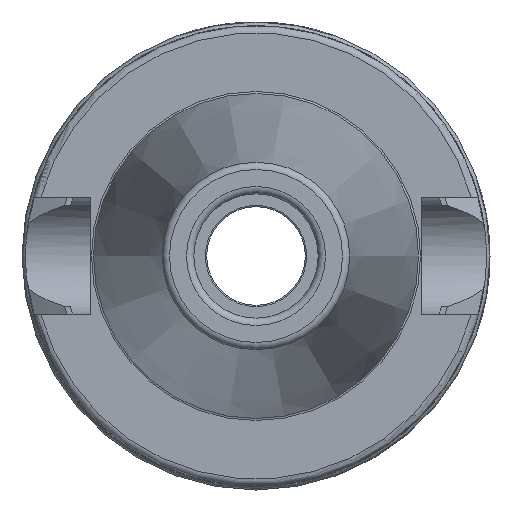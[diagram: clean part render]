
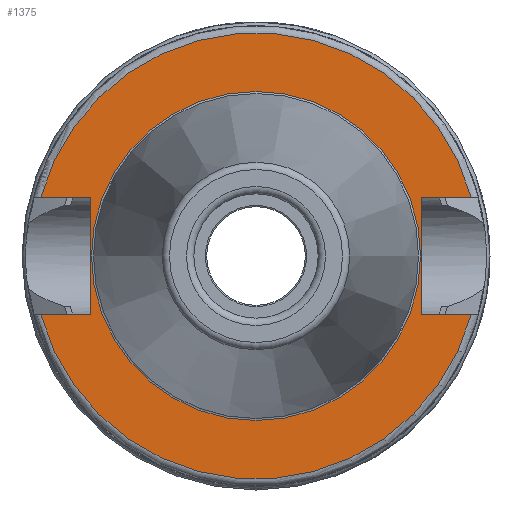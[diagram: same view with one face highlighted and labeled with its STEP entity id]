
A CAD part, left-side view. The second image highlights one B-rep face of the part: STEP entity #1375.
In plain terms, the highlighted planar face has unit normal (-1, 0, 0).
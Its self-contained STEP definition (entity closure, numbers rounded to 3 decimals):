
#54=FACE_BOUND('',#279,.T.);
#71=PLANE('',#1595);
#192=FACE_OUTER_BOUND('',#278,.T.);
#278=EDGE_LOOP('',(#1204,#1205,#1206,#1207,#1208,#1209,#1210,#1211));
#279=EDGE_LOOP('',(#1212));
#326=LINE('',#2449,#409);
#330=LINE('',#2457,#413);
#333=LINE('',#2477,#416);
#343=LINE('',#2557,#426);
#346=LINE('',#2578,#429);
#348=LINE('',#2581,#431);
#409=VECTOR('',#1804,10.);
#413=VECTOR('',#1810,10.);
#416=VECTOR('',#1815,10.);
#426=VECTOR('',#1859,10.);
#429=VECTOR('',#1864,10.);
#431=VECTOR('',#1868,10.);
#516=CIRCLE('',#1547,30.5);
#520=CIRCLE('',#1557,30.5);
#541=CIRCLE('',#1594,22.5);
#620=VERTEX_POINT('',#2437);
#621=VERTEX_POINT('',#2448);
#623=VERTEX_POINT('',#2454);
#624=VERTEX_POINT('',#2456);
#635=VERTEX_POINT('',#2517);
#642=VERTEX_POINT('',#2554);
#643=VERTEX_POINT('',#2556);
#647=VERTEX_POINT('',#2577);
#661=VERTEX_POINT('',#2641);
#778=EDGE_CURVE('',#621,#620,#326,.T.);
#782=EDGE_CURVE('',#624,#623,#330,.T.);
#787=EDGE_CURVE('',#623,#621,#333,.T.);
#801=EDGE_CURVE('',#624,#635,#516,.T.);
#811=EDGE_CURVE('',#643,#642,#343,.T.);
#816=EDGE_CURVE('',#647,#635,#346,.T.);
#818=EDGE_CURVE('',#642,#647,#348,.T.);
#821=EDGE_CURVE('',#643,#620,#520,.T.);
#848=EDGE_CURVE('',#661,#661,#541,.T.);
#1204=ORIENTED_EDGE('',*,*,#778,.T.);
#1205=ORIENTED_EDGE('',*,*,#821,.F.);
#1206=ORIENTED_EDGE('',*,*,#811,.T.);
#1207=ORIENTED_EDGE('',*,*,#818,.T.);
#1208=ORIENTED_EDGE('',*,*,#816,.T.);
#1209=ORIENTED_EDGE('',*,*,#801,.F.);
#1210=ORIENTED_EDGE('',*,*,#782,.T.);
#1211=ORIENTED_EDGE('',*,*,#787,.T.);
#1212=ORIENTED_EDGE('',*,*,#848,.T.);
#1375=ADVANCED_FACE('',(#192,#54),#71,.T.);
#1547=AXIS2_PLACEMENT_3D('',#2518,#1846,#1847);
#1557=AXIS2_PLACEMENT_3D('',#2586,#1877,#1878);
#1594=AXIS2_PLACEMENT_3D('',#2643,#1957,#1958);
#1595=AXIS2_PLACEMENT_3D('',#2644,#1959,#1960);
#1804=DIRECTION('',(0.,-1.,0.));
#1810=DIRECTION('',(0.,1.,0.));
#1815=DIRECTION('',(0.,0.,1.));
#1846=DIRECTION('center_axis',(1.,0.,0.));
#1847=DIRECTION('ref_axis',(0.,0.,-1.));
#1859=DIRECTION('',(0.,-1.,0.));
#1864=DIRECTION('',(0.,1.,0.));
#1868=DIRECTION('',(0.,0.,-1.));
#1877=DIRECTION('center_axis',(1.,0.,0.));
#1878=DIRECTION('ref_axis',(0.,0.,-1.));
#1957=DIRECTION('center_axis',(1.,0.,0.));
#1958=DIRECTION('ref_axis',(0.,0.,-1.));
#1959=DIRECTION('center_axis',(-1.,0.,0.));
#1960=DIRECTION('ref_axis',(0.,0.,1.));
#2437=CARTESIAN_POINT('',(2.,-29.418,8.05));
#2448=CARTESIAN_POINT('',(2.,-22.6,8.05));
#2449=CARTESIAN_POINT('',(2.,3.95,8.05));
#2454=CARTESIAN_POINT('',(2.,-22.6,-8.05));
#2456=CARTESIAN_POINT('',(2.,-29.418,-8.05));
#2457=CARTESIAN_POINT('',(2.,3.95,-8.05));
#2477=CARTESIAN_POINT('',(2.,-22.6,0.));
#2517=CARTESIAN_POINT('',(2.,29.418,-8.05));
#2518=CARTESIAN_POINT('Origin',(2.,0.,0.));
#2554=CARTESIAN_POINT('',(2.,22.6,8.05));
#2556=CARTESIAN_POINT('',(2.,29.418,8.05));
#2557=CARTESIAN_POINT('',(2.,26.55,8.05));
#2577=CARTESIAN_POINT('',(2.,22.6,-8.05));
#2578=CARTESIAN_POINT('',(2.,26.55,-8.05));
#2581=CARTESIAN_POINT('',(2.,22.6,0.));
#2586=CARTESIAN_POINT('Origin',(2.,0.,0.));
#2641=CARTESIAN_POINT('',(2.,0.,22.5));
#2643=CARTESIAN_POINT('Origin',(2.,0.,0.));
#2644=CARTESIAN_POINT('Origin',(2.,30.5,0.));
